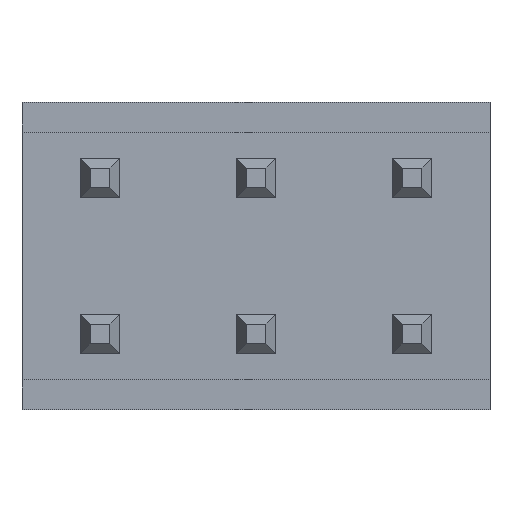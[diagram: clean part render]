
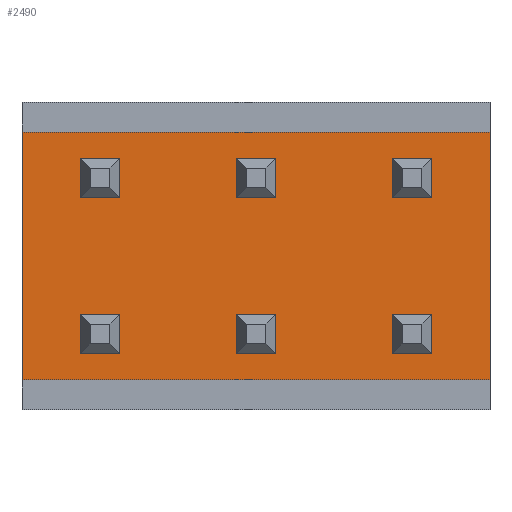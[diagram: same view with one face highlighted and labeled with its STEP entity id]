
A CAD part, front view. The second image highlights one B-rep face of the part: STEP entity #2490.
In plain terms, the highlighted planar face has unit normal (0, -1, 0).
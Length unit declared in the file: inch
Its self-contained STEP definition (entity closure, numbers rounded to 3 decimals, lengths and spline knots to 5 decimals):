
#187=ORIENTED_EDGE('',*,*,#746,.T.);
#188=ORIENTED_EDGE('',*,*,#806,.T.);
#189=ORIENTED_EDGE('',*,*,#753,.T.);
#190=ORIENTED_EDGE('',*,*,#750,.T.);
#191=ORIENTED_EDGE('',*,*,#756,.T.);
#192=ORIENTED_EDGE('',*,*,#808,.T.);
#193=ORIENTED_EDGE('',*,*,#763,.T.);
#194=ORIENTED_EDGE('',*,*,#760,.T.);
#195=ORIENTED_EDGE('',*,*,#766,.T.);
#196=ORIENTED_EDGE('',*,*,#810,.T.);
#197=ORIENTED_EDGE('',*,*,#773,.T.);
#198=ORIENTED_EDGE('',*,*,#770,.T.);
#199=ORIENTED_EDGE('',*,*,#776,.T.);
#200=ORIENTED_EDGE('',*,*,#812,.T.);
#201=ORIENTED_EDGE('',*,*,#783,.T.);
#202=ORIENTED_EDGE('',*,*,#780,.T.);
#203=ORIENTED_EDGE('',*,*,#786,.T.);
#204=ORIENTED_EDGE('',*,*,#814,.T.);
#205=ORIENTED_EDGE('',*,*,#793,.T.);
#206=ORIENTED_EDGE('',*,*,#790,.T.);
#207=ORIENTED_EDGE('',*,*,#796,.T.);
#208=ORIENTED_EDGE('',*,*,#816,.T.);
#209=ORIENTED_EDGE('',*,*,#803,.T.);
#210=ORIENTED_EDGE('',*,*,#800,.T.);
#211=ORIENTED_EDGE('',*,*,#741,.T.);
#212=ORIENTED_EDGE('',*,*,#821,.F.);
#213=ORIENTED_EDGE('',*,*,#731,.F.);
#214=ORIENTED_EDGE('',*,*,#822,.T.);
#731=EDGE_CURVE('',#1079,#1080,#1295,.T.);
#741=EDGE_CURVE('',#1087,#1086,#1305,.T.);
#746=EDGE_CURVE('',#1091,#1092,#1310,.T.);
#750=EDGE_CURVE('',#1095,#1091,#1314,.T.);
#753=EDGE_CURVE('',#1097,#1095,#1317,.T.);
#756=EDGE_CURVE('',#1099,#1100,#1320,.T.);
#760=EDGE_CURVE('',#1103,#1099,#1324,.T.);
#763=EDGE_CURVE('',#1105,#1103,#1327,.T.);
#766=EDGE_CURVE('',#1107,#1108,#1330,.T.);
#770=EDGE_CURVE('',#1111,#1107,#1334,.T.);
#773=EDGE_CURVE('',#1113,#1111,#1337,.T.);
#776=EDGE_CURVE('',#1115,#1116,#1340,.T.);
#780=EDGE_CURVE('',#1119,#1115,#1344,.T.);
#783=EDGE_CURVE('',#1121,#1119,#1347,.T.);
#786=EDGE_CURVE('',#1123,#1124,#1350,.T.);
#790=EDGE_CURVE('',#1127,#1123,#1354,.T.);
#793=EDGE_CURVE('',#1129,#1127,#1357,.T.);
#796=EDGE_CURVE('',#1131,#1132,#1360,.T.);
#800=EDGE_CURVE('',#1135,#1131,#1364,.T.);
#803=EDGE_CURVE('',#1137,#1135,#1367,.T.);
#806=EDGE_CURVE('',#1092,#1097,#1370,.T.);
#808=EDGE_CURVE('',#1100,#1105,#1372,.T.);
#810=EDGE_CURVE('',#1108,#1113,#1374,.T.);
#812=EDGE_CURVE('',#1116,#1121,#1376,.T.);
#814=EDGE_CURVE('',#1124,#1129,#1378,.T.);
#816=EDGE_CURVE('',#1132,#1137,#1380,.T.);
#821=EDGE_CURVE('',#1080,#1086,#1385,.T.);
#822=EDGE_CURVE('',#1079,#1087,#1386,.T.);
#1079=VERTEX_POINT('',#3429);
#1080=VERTEX_POINT('',#3430);
#1086=VERTEX_POINT('',#3447);
#1087=VERTEX_POINT('',#3449);
#1091=VERTEX_POINT('',#3459);
#1092=VERTEX_POINT('',#3460);
#1095=VERTEX_POINT('',#3468);
#1097=VERTEX_POINT('',#3474);
#1099=VERTEX_POINT('',#3480);
#1100=VERTEX_POINT('',#3481);
#1103=VERTEX_POINT('',#3489);
#1105=VERTEX_POINT('',#3495);
#1107=VERTEX_POINT('',#3501);
#1108=VERTEX_POINT('',#3502);
#1111=VERTEX_POINT('',#3510);
#1113=VERTEX_POINT('',#3516);
#1115=VERTEX_POINT('',#3522);
#1116=VERTEX_POINT('',#3523);
#1119=VERTEX_POINT('',#3531);
#1121=VERTEX_POINT('',#3537);
#1123=VERTEX_POINT('',#3543);
#1124=VERTEX_POINT('',#3544);
#1127=VERTEX_POINT('',#3552);
#1129=VERTEX_POINT('',#3558);
#1131=VERTEX_POINT('',#3564);
#1132=VERTEX_POINT('',#3565);
#1135=VERTEX_POINT('',#3573);
#1137=VERTEX_POINT('',#3579);
#1295=LINE('',#3428,#1643);
#1305=LINE('',#3448,#1653);
#1310=LINE('',#3458,#1658);
#1314=LINE('',#3467,#1662);
#1317=LINE('',#3473,#1665);
#1320=LINE('',#3479,#1668);
#1324=LINE('',#3488,#1672);
#1327=LINE('',#3494,#1675);
#1330=LINE('',#3500,#1678);
#1334=LINE('',#3509,#1682);
#1337=LINE('',#3515,#1685);
#1340=LINE('',#3521,#1688);
#1344=LINE('',#3530,#1692);
#1347=LINE('',#3536,#1695);
#1350=LINE('',#3542,#1698);
#1354=LINE('',#3551,#1702);
#1357=LINE('',#3557,#1705);
#1360=LINE('',#3563,#1708);
#1364=LINE('',#3572,#1712);
#1367=LINE('',#3578,#1715);
#1370=LINE('',#3584,#1718);
#1372=LINE('',#3587,#1720);
#1374=LINE('',#3590,#1722);
#1376=LINE('',#3593,#1724);
#1378=LINE('',#3596,#1726);
#1380=LINE('',#3599,#1728);
#1385=LINE('',#3608,#1733);
#1386=LINE('',#3609,#1734);
#1643=VECTOR('',#2785,39.37008);
#1653=VECTOR('',#2799,39.37008);
#1658=VECTOR('',#2806,39.37008);
#1662=VECTOR('',#2812,39.37008);
#1665=VECTOR('',#2817,39.37008);
#1668=VECTOR('',#2822,39.37008);
#1672=VECTOR('',#2828,39.37008);
#1675=VECTOR('',#2833,39.37008);
#1678=VECTOR('',#2838,39.37008);
#1682=VECTOR('',#2844,39.37008);
#1685=VECTOR('',#2849,39.37008);
#1688=VECTOR('',#2854,39.37008);
#1692=VECTOR('',#2860,39.37008);
#1695=VECTOR('',#2865,39.37008);
#1698=VECTOR('',#2870,39.37008);
#1702=VECTOR('',#2876,39.37008);
#1705=VECTOR('',#2881,39.37008);
#1708=VECTOR('',#2886,39.37008);
#1712=VECTOR('',#2892,39.37008);
#1715=VECTOR('',#2897,39.37008);
#1718=VECTOR('',#2902,39.37008);
#1720=VECTOR('',#2906,39.37008);
#1722=VECTOR('',#2910,39.37008);
#1724=VECTOR('',#2914,39.37008);
#1726=VECTOR('',#2918,39.37008);
#1728=VECTOR('',#2922,39.37008);
#1733=VECTOR('',#2935,39.37008);
#1734=VECTOR('',#2936,39.37008);
#2024=EDGE_LOOP('',(#187,#188,#189,#190));
#2025=EDGE_LOOP('',(#191,#192,#193,#194));
#2026=EDGE_LOOP('',(#195,#196,#197,#198));
#2027=EDGE_LOOP('',(#199,#200,#201,#202));
#2028=EDGE_LOOP('',(#203,#204,#205,#206));
#2029=EDGE_LOOP('',(#207,#208,#209,#210));
#2030=EDGE_LOOP('',(#211,#212,#213,#214));
#2188=FACE_BOUND('',#2024,.T.);
#2189=FACE_BOUND('',#2025,.T.);
#2190=FACE_BOUND('',#2026,.T.);
#2191=FACE_BOUND('',#2027,.T.);
#2192=FACE_BOUND('',#2028,.T.);
#2193=FACE_BOUND('',#2029,.T.);
#2194=FACE_BOUND('',#2030,.T.);
#2346=PLANE('',#2660);
#2490=ADVANCED_FACE('',(#2188,#2189,#2190,#2191,#2192,#2193,#2194),#2346,
 .F.);
#2660=AXIS2_PLACEMENT_3D('',#3607,#2933,#2934);
#2785=DIRECTION('',(0.,0.,1.));
#2799=DIRECTION('',(0.,0.,1.));
#2806=DIRECTION('',(0.,0.,1.));
#2812=DIRECTION('',(-1.,0.,0.));
#2817=DIRECTION('',(0.,0.,-1.));
#2822=DIRECTION('',(0.,0.,1.));
#2828=DIRECTION('',(-1.,0.,0.));
#2833=DIRECTION('',(0.,0.,-1.));
#2838=DIRECTION('',(0.,0.,1.));
#2844=DIRECTION('',(-1.,0.,0.));
#2849=DIRECTION('',(0.,0.,-1.));
#2854=DIRECTION('',(0.,0.,1.));
#2860=DIRECTION('',(-1.,0.,0.));
#2865=DIRECTION('',(0.,0.,-1.));
#2870=DIRECTION('',(0.,0.,1.));
#2876=DIRECTION('',(-1.,0.,0.));
#2881=DIRECTION('',(0.,0.,-1.));
#2886=DIRECTION('',(0.,0.,1.));
#2892=DIRECTION('',(-1.,0.,0.));
#2897=DIRECTION('',(0.,0.,-1.));
#2902=DIRECTION('',(1.,0.,0.));
#2906=DIRECTION('',(1.,0.,0.));
#2910=DIRECTION('',(1.,0.,0.));
#2914=DIRECTION('',(1.,0.,0.));
#2918=DIRECTION('',(1.,0.,0.));
#2922=DIRECTION('',(1.,0.,0.));
#2933=DIRECTION('',(0.,1.,0.));
#2934=DIRECTION('',(0.,0.,1.));
#2935=DIRECTION('',(1.,0.,0.));
#2936=DIRECTION('',(1.,0.,0.));
#3428=CARTESIAN_POINT('',(-0.11811,0.01,-0.0625));
#3429=CARTESIAN_POINT('',(-0.11811,0.01,-0.0625));
#3430=CARTESIAN_POINT('',(-0.11811,0.01,0.0625));
#3447=CARTESIAN_POINT('',(0.11811,0.01,0.0625));
#3448=CARTESIAN_POINT('',(0.11811,0.01,-0.0625));
#3449=CARTESIAN_POINT('',(0.11811,0.01,-0.0625));
#3458=CARTESIAN_POINT('',(0.06874,0.01,-0.04937));
#3459=CARTESIAN_POINT('',(0.06874,0.01,-0.04937));
#3460=CARTESIAN_POINT('',(0.06874,0.01,-0.02937));
#3467=CARTESIAN_POINT('',(0.08874,0.01,-0.04937));
#3468=CARTESIAN_POINT('',(0.08874,0.01,-0.04937));
#3473=CARTESIAN_POINT('',(0.08874,0.01,-0.02937));
#3474=CARTESIAN_POINT('',(0.08874,0.01,-0.02937));
#3479=CARTESIAN_POINT('',(0.06874,0.01,0.02937));
#3480=CARTESIAN_POINT('',(0.06874,0.01,0.02937));
#3481=CARTESIAN_POINT('',(0.06874,0.01,0.04937));
#3488=CARTESIAN_POINT('',(0.08874,0.01,0.02937));
#3489=CARTESIAN_POINT('',(0.08874,0.01,0.02937));
#3494=CARTESIAN_POINT('',(0.08874,0.01,0.04937));
#3495=CARTESIAN_POINT('',(0.08874,0.01,0.04937));
#3500=CARTESIAN_POINT('',(-0.01,0.01,-0.04937));
#3501=CARTESIAN_POINT('',(-0.01,0.01,-0.04937));
#3502=CARTESIAN_POINT('',(-0.01,0.01,-0.02937));
#3509=CARTESIAN_POINT('',(0.01,0.01,-0.04937));
#3510=CARTESIAN_POINT('',(0.01,0.01,-0.04937));
#3515=CARTESIAN_POINT('',(0.01,0.01,-0.02937));
#3516=CARTESIAN_POINT('',(0.01,0.01,-0.02937));
#3521=CARTESIAN_POINT('',(-0.01,0.01,0.02937));
#3522=CARTESIAN_POINT('',(-0.01,0.01,0.02937));
#3523=CARTESIAN_POINT('',(-0.01,0.01,0.04937));
#3530=CARTESIAN_POINT('',(0.01,0.01,0.02937));
#3531=CARTESIAN_POINT('',(0.01,0.01,0.02937));
#3536=CARTESIAN_POINT('',(0.01,0.01,0.04937));
#3537=CARTESIAN_POINT('',(0.01,0.01,0.04937));
#3542=CARTESIAN_POINT('',(-0.08874,0.01,-0.04937));
#3543=CARTESIAN_POINT('',(-0.08874,0.01,-0.04937));
#3544=CARTESIAN_POINT('',(-0.08874,0.01,-0.02937));
#3551=CARTESIAN_POINT('',(-0.06874,0.01,-0.04937));
#3552=CARTESIAN_POINT('',(-0.06874,0.01,-0.04937));
#3557=CARTESIAN_POINT('',(-0.06874,0.01,-0.02937));
#3558=CARTESIAN_POINT('',(-0.06874,0.01,-0.02937));
#3563=CARTESIAN_POINT('',(-0.08874,0.01,0.02937));
#3564=CARTESIAN_POINT('',(-0.08874,0.01,0.02937));
#3565=CARTESIAN_POINT('',(-0.08874,0.01,0.04937));
#3572=CARTESIAN_POINT('',(-0.06874,0.01,0.02937));
#3573=CARTESIAN_POINT('',(-0.06874,0.01,0.02937));
#3578=CARTESIAN_POINT('',(-0.06874,0.01,0.04937));
#3579=CARTESIAN_POINT('',(-0.06874,0.01,0.04937));
#3584=CARTESIAN_POINT('',(0.06874,0.01,-0.02937));
#3587=CARTESIAN_POINT('',(0.06874,0.01,0.04937));
#3590=CARTESIAN_POINT('',(-0.01,0.01,-0.02937));
#3593=CARTESIAN_POINT('',(-0.01,0.01,0.04937));
#3596=CARTESIAN_POINT('',(-0.08874,0.01,-0.02937));
#3599=CARTESIAN_POINT('',(-0.08874,0.01,0.04937));
#3607=CARTESIAN_POINT('',(-0.11811,0.01,-0.0625));
#3608=CARTESIAN_POINT('',(-0.11811,0.01,0.0625));
#3609=CARTESIAN_POINT('',(-0.11811,0.01,-0.0625));
